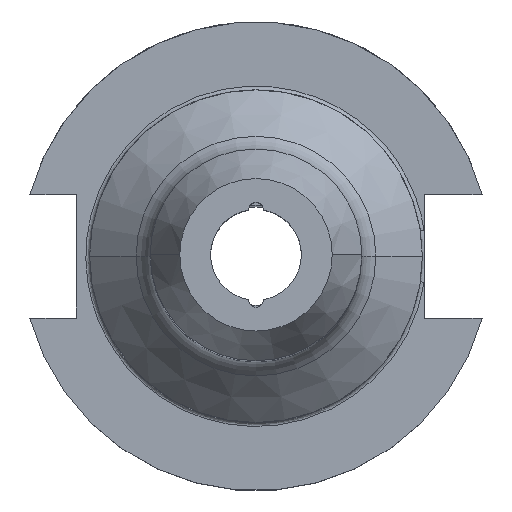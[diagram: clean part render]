
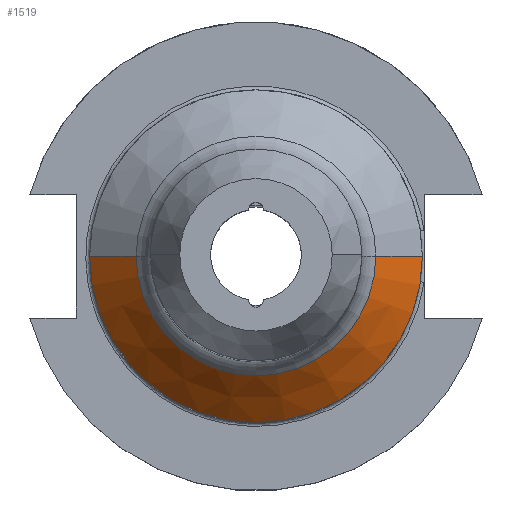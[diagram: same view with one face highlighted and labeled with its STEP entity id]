
A CAD part, top view. The second image highlights one B-rep face of the part: STEP entity #1519.
In plain terms, the highlighted conical face has half-angle 45 degrees and reference radius 25.154 mm.
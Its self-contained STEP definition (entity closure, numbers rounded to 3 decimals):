
#20 = CARTESIAN_POINT ( 'NONE',  ( 0., 0., 35. ) ) ;
#92 = ORIENTED_EDGE ( 'NONE', *, *, #1733, .T. ) ;
#119 = DIRECTION ( 'NONE',  ( -1., 0., 0. ) ) ;
#126 = CARTESIAN_POINT ( 'NONE',  ( 25.154, 0., 44.771 ) ) ;
#263 = CIRCLE ( 'NONE', #687, 25.154 ) ;
#268 = DIRECTION ( 'NONE',  ( 0.707, 0., -0.707 ) ) ;
#461 = ORIENTED_EDGE ( 'NONE', *, *, #1626, .T. ) ;
#476 = CARTESIAN_POINT ( 'NONE',  ( -25.154, 0., 44.771 ) ) ;
#526 = VERTEX_POINT ( 'NONE', #126 ) ;
#687 = AXIS2_PLACEMENT_3D ( 'NONE', #1235, #2281, #765 ) ;
#701 = CARTESIAN_POINT ( 'NONE',  ( -34.925, 0., 35. ) ) ;
#719 = CARTESIAN_POINT ( 'NONE',  ( 0., 0., 44.771 ) ) ;
#765 = DIRECTION ( 'NONE',  ( 0., 1., 0. ) ) ;
#944 = ORIENTED_EDGE ( 'NONE', *, *, #1127, .F. ) ;
#980 = VERTEX_POINT ( 'NONE', #2538 ) ;
#1086 = LINE ( 'NONE', #476, #1667 ) ;
#1088 = CARTESIAN_POINT ( 'NONE',  ( 25.154, 0., 44.771 ) ) ;
#1117 = AXIS2_PLACEMENT_3D ( 'NONE', #719, #1961, #119 ) ;
#1127 = EDGE_CURVE ( 'NONE', #980, #1168, #1725, .T. ) ;
#1129 = ORIENTED_EDGE ( 'NONE', *, *, #2347, .F. ) ;
#1168 = VERTEX_POINT ( 'NONE', #701 ) ;
#1235 = CARTESIAN_POINT ( 'NONE',  ( 0., 0., 44.771 ) ) ;
#1477 = LINE ( 'NONE', #1088, #1967 ) ;
#1486 = EDGE_LOOP ( 'NONE', ( #1129, #92, #461, #944 ) ) ;
#1519 = ADVANCED_FACE ( 'NONE', ( #2503 ), #1869, .T. ) ;
#1595 = CARTESIAN_POINT ( 'NONE',  ( -25.154, 0., 44.771 ) ) ;
#1626 = EDGE_CURVE ( 'NONE', #1820, #1168, #1086, .T. ) ;
#1667 = VECTOR ( 'NONE', #2066, 1000. ) ;
#1725 = CIRCLE ( 'NONE', #1805, 34.925 ) ;
#1733 = EDGE_CURVE ( 'NONE', #526, #1820, #263, .T. ) ;
#1805 = AXIS2_PLACEMENT_3D ( 'NONE', #20, #2585, #2451 ) ;
#1820 = VERTEX_POINT ( 'NONE', #1595 ) ;
#1869 = CONICAL_SURFACE ( 'NONE', #1117, 25.154, 0.785 ) ;
#1961 = DIRECTION ( 'NONE',  ( 0., 0., -1. ) ) ;
#1967 = VECTOR ( 'NONE', #268, 1000. ) ;
#2066 = DIRECTION ( 'NONE',  ( -0.707, 0., -0.707 ) ) ;
#2281 = DIRECTION ( 'NONE',  ( 0., 0., -1. ) ) ;
#2347 = EDGE_CURVE ( 'NONE', #526, #980, #1477, .T. ) ;
#2451 = DIRECTION ( 'NONE',  ( -1., 0., 0. ) ) ;
#2503 = FACE_OUTER_BOUND ( 'NONE', #1486, .T. ) ;
#2538 = CARTESIAN_POINT ( 'NONE',  ( 34.925, 0., 35. ) ) ;
#2585 = DIRECTION ( 'NONE',  ( 0., 0., -1. ) ) ;
